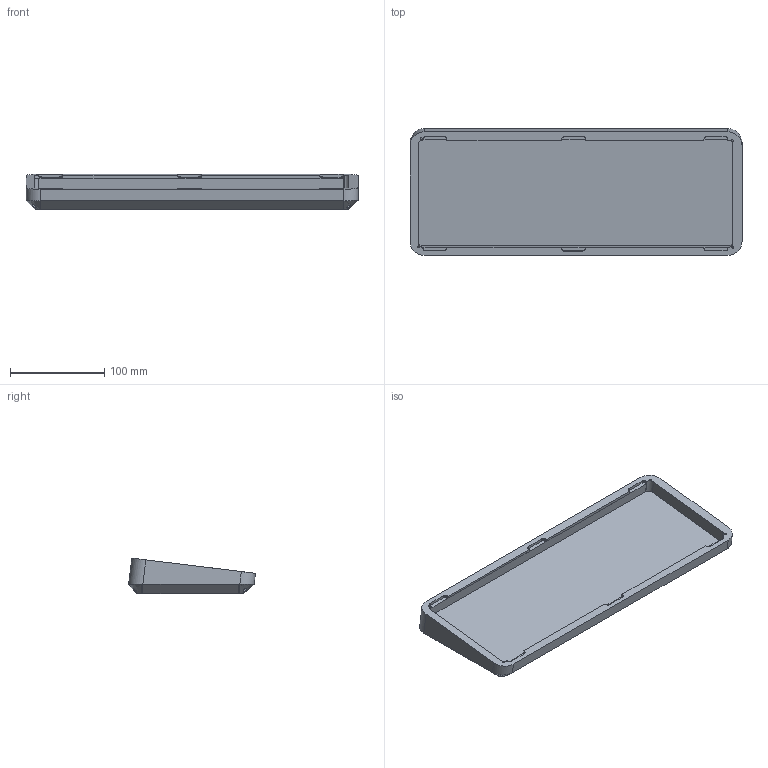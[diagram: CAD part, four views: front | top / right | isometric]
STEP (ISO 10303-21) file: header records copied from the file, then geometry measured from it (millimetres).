
FILE_DESCRIPTION(/* description */ (''),/* implementation_level */ '2;1');
FILE_NAME(/* name */ 'bottom case.step',/* time_stamp */ '2023-09-10T11:37:30-07:00',/* author */ (''),/* organization */ (''),/* preprocessor_version */ 'ST-DEVELOPER v20',/* originating_system */ 'Autodesk Translation Framework v12.9.0.99',/* authorisation */ '');
FILE_SCHEMA (('AUTOMOTIVE_DESIGN { 1 0 10303 214 3 1 1 }'));
Length unit declared in the file: millimetre
Products named in the file (1): (Unsaved)
Bounding box: 352.51 x 134.6 x 37.94 mm (x, y, z)
Volume: 796414.6 mm3; surface area: 129465.8 mm2
Topology: 1 solids, 1 shells, 249 faces, 717 edges, 474 vertices
Faces by surface type: plane 223, cylinder 18, bspline 8
Full cylindrical faces by diameter (mm): 2 x4, 4 x4
Entity records: 8381 total; most frequent: CARTESIAN_POINT 1838, ORIENTED_EDGE 1434, DIRECTION 1203, EDGE_CURVE 717, LINE 665, VECTOR 665, VERTEX_POINT 474, AXIS2_PLACEMENT_3D 269
